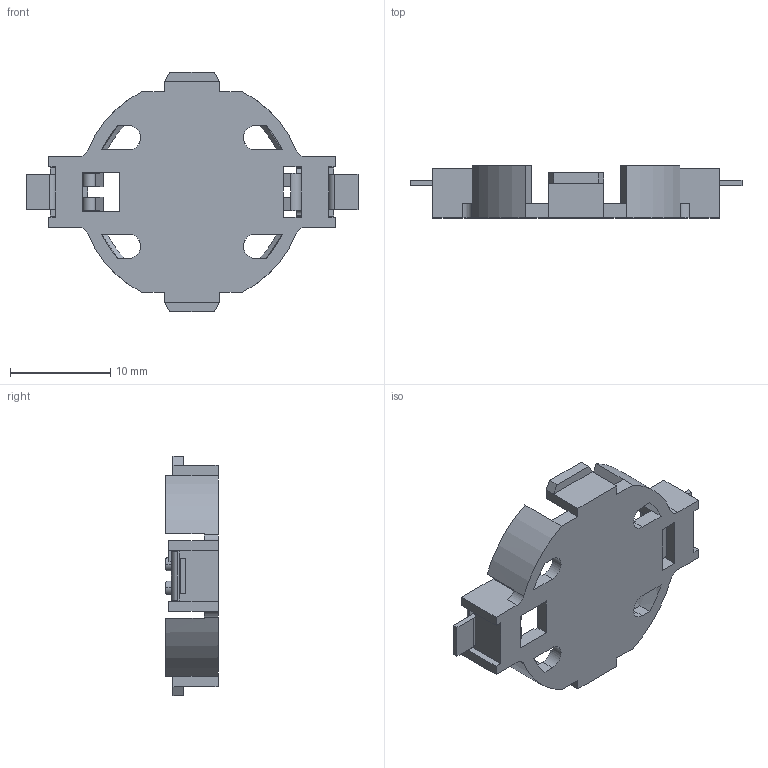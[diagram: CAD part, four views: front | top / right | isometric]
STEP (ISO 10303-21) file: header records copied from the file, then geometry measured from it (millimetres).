
FILE_DESCRIPTION (( 'STEP AP214' ), '1' );
FILE_NAME ('BU2032SM-JJ-MINI-G.STEP', '2019-10-17T13:33:48', ( '' ), ( '' ), 'SwSTEP 2.0', 'SolidWorks 2017', '' );
FILE_SCHEMA (( 'AUTOMOTIVE_DESIGN' ));
Length unit declared in the file: millimetre
Products named in the file (1): BU2032SM-JJ-MINI-G
Bounding box: 33.15 x 5.2 x 23.9 mm (x, y, z)
Volume: 862.8 mm3; surface area: 1813.3 mm2
Topology: 3 solids, 3 shells, 240 faces, 648 edges, 408 vertices
Faces by surface type: plane 176, cylinder 60, cone 4
Entity records: 7538 total; most frequent: CARTESIAN_POINT 1381, ORIENTED_EDGE 1296, DIRECTION 1238, EDGE_CURVE 648, LINE 492, VECTOR 492, VERTEX_POINT 408, AXIS2_PLACEMENT_3D 373
